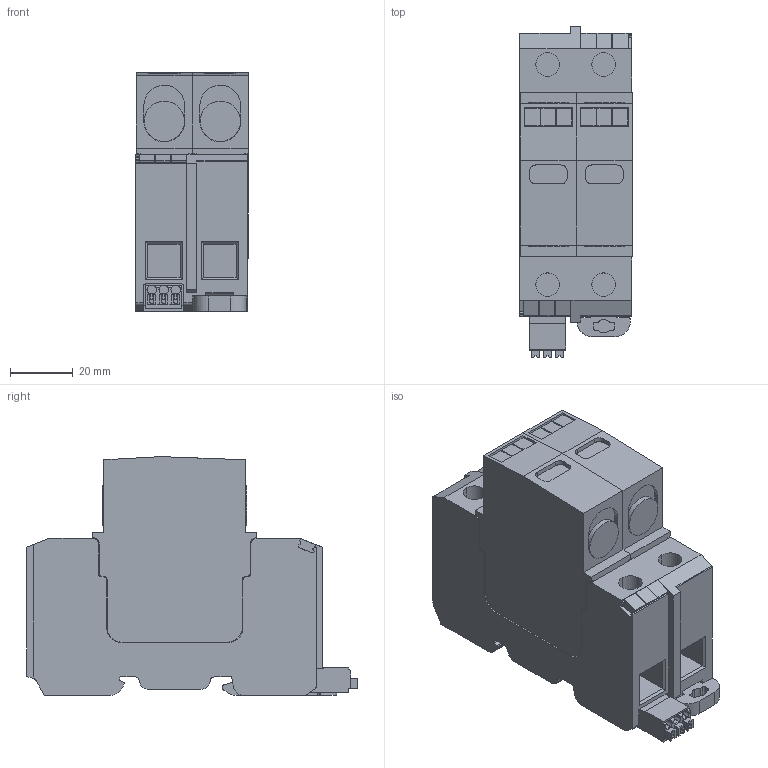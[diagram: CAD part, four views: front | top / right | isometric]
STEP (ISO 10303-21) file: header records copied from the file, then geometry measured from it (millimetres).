
FILE_DESCRIPTION(('CATIA V5 STEP Exchange','CAx-IF Rec.Pracs.--- Model Styling and Organization---1.4--- 2014-01-23'),'2;1');
FILE_NAME ('6912713_9_1351370000_S3D_VPU_I_II_2_R_XXX.stp','2020-04-28T11:45:36+00:00',('none'),('Weidmueller'),'CATIA Version 5-6 Release 2016 SP3 HF44','CATIA V5 STEP AP214','none');
FILE_SCHEMA(('AUTOMOTIVE_DESIGN { 1 0 10303 214 1 1 1 1 }'));
Length unit declared in the file: millimetre
Products named in the file (1): 1352170000
Bounding box: 35.8 x 105 x 75.9 mm (x, y, z)
Volume: 184655.2 mm3; surface area: 51120.1 mm2
Topology: 21 solids, 21 shells, 816 faces, 2225 edges, 1480 vertices
Faces by surface type: plane 601, cylinder 193, extrusion 16, cone 6
Entity records: 27094 total; most frequent: CARTESIAN_POINT 5942, ORIENTED_EDGE 4450, DIRECTION 3644, EDGE_CURVE 2225, VECTOR 1765, LINE 1749, VERTEX_POINT 1480, AXIS2_PLACEMENT_3D 1113
